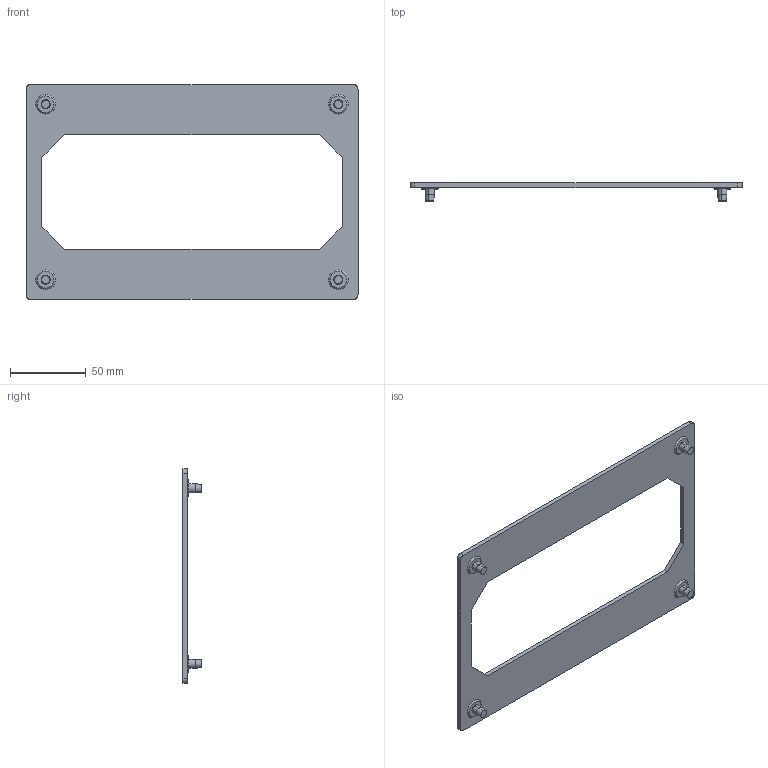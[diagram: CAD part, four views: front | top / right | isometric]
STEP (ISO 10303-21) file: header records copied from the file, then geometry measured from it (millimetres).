
FILE_DESCRIPTION(('STEP AP214'),'1');
FILE_NAME('cctmp_0A65A996-EF27-4BD0-ACAE-B5DE6907F635_2024_11_28_20_29_28_0057..stp','2024-11-28T19:29:28',('SIEMENS A&D'),('CADClick - www.CADClick.com'),'Spatial InterOp 3D',' ','unknown authorization');
FILE_SCHEMA(('AUTOMOTIVE_DESIGN'));
Length unit declared in the file: millimetre
Products named in the file (1): 2024_11_28_20_29_28_0033
Bounding box: 219.5 x 12 x 142 mm (x, y, z)
Volume: 50752.8 mm3; surface area: 37746.2 mm2
Topology: 1 solids, 1 shells, 174 faces, 448 edges, 296 vertices
Faces by surface type: cylinder 108, plane 34, cone 32
Entity records: 6860 total; most frequent: DIRECTION 1070, CARTESIAN_POINT 919, ORIENTED_EDGE 896, EDGE_CURVE 448, AXIS2_PLACEMENT_3D 447, VERTEX_POINT 296, CIRCLE 272, EDGE_LOOP 196
